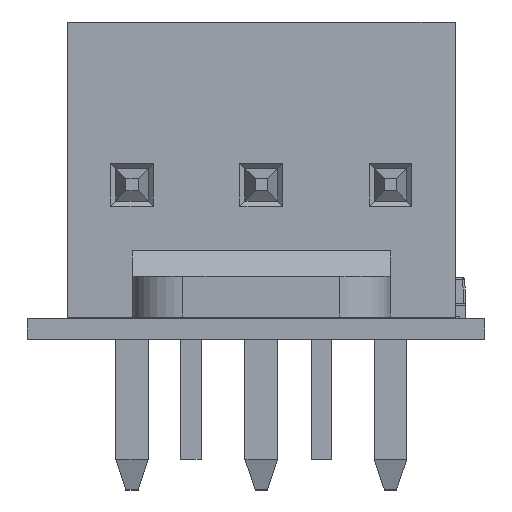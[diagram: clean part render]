
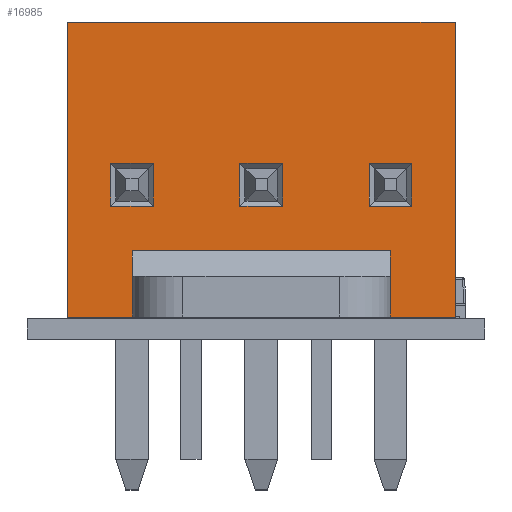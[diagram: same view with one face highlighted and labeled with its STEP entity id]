
A CAD part, front view. The second image highlights one B-rep face of the part: STEP entity #16985.
In plain terms, the highlighted planar face has unit normal (0, -1, 0).
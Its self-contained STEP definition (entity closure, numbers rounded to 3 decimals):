
#16985 = ADVANCED_FACE('',(#16986,#17020,#17054,#17120),#17154,.T.);
#16986 = FACE_BOUND('',#16987,.T.);
#16987 = EDGE_LOOP('',(#16988,#16998,#17006,#17014));
#16988 = ORIENTED_EDGE('',*,*,#16989,.T.);
#16989 = EDGE_CURVE('',#16990,#16992,#16994,.T.);
#16990 = VERTEX_POINT('',#16991);
#16991 = CARTESIAN_POINT('',(104.64,52.912,
    3.05));
#16992 = VERTEX_POINT('',#16993);
#16993 = CARTESIAN_POINT('',(105.48,52.912,
    3.05));
#16994 = LINE('',#16995,#16996);
#16995 = CARTESIAN_POINT('',(103.79,52.912,
    3.05));
#16996 = VECTOR('',#16997,1.);
#16997 = DIRECTION('',(1.,0.,0.));
#16998 = ORIENTED_EDGE('',*,*,#16999,.T.);
#16999 = EDGE_CURVE('',#16992,#17000,#17002,.T.);
#17000 = VERTEX_POINT('',#17001);
#17001 = CARTESIAN_POINT('',(105.48,52.912,
    2.21));
#17002 = LINE('',#17003,#17004);
#17003 = CARTESIAN_POINT('',(105.48,52.912,
    5.83));
#17004 = VECTOR('',#17005,1.);
#17005 = DIRECTION('',(0.,0.,-1.));
#17006 = ORIENTED_EDGE('',*,*,#17007,.T.);
#17007 = EDGE_CURVE('',#17000,#17008,#17010,.T.);
#17008 = VERTEX_POINT('',#17009);
#17009 = CARTESIAN_POINT('',(104.64,52.912,
    2.21));
#17010 = LINE('',#17011,#17012);
#17011 = CARTESIAN_POINT('',(103.79,52.912,
    2.21));
#17012 = VECTOR('',#17013,1.);
#17013 = DIRECTION('',(-1.,0.,0.));
#17014 = ORIENTED_EDGE('',*,*,#17015,.T.);
#17015 = EDGE_CURVE('',#17008,#16990,#17016,.T.);
#17016 = LINE('',#17017,#17018);
#17017 = CARTESIAN_POINT('',(104.64,52.912,
    5.83));
#17018 = VECTOR('',#17019,1.);
#17019 = DIRECTION('',(0.,0.,1.));
#17020 = FACE_BOUND('',#17021,.T.);
#17021 = EDGE_LOOP('',(#17022,#17032,#17040,#17048));
#17022 = ORIENTED_EDGE('',*,*,#17023,.T.);
#17023 = EDGE_CURVE('',#17024,#17026,#17028,.T.);
#17024 = VERTEX_POINT('',#17025);
#17025 = CARTESIAN_POINT('',(109.72,52.912,
    3.05));
#17026 = VERTEX_POINT('',#17027);
#17027 = CARTESIAN_POINT('',(110.56,52.912,
    3.05));
#17028 = LINE('',#17029,#17030);
#17029 = CARTESIAN_POINT('',(103.79,52.912,
    3.05));
#17030 = VECTOR('',#17031,1.);
#17031 = DIRECTION('',(1.,0.,0.));
#17032 = ORIENTED_EDGE('',*,*,#17033,.T.);
#17033 = EDGE_CURVE('',#17026,#17034,#17036,.T.);
#17034 = VERTEX_POINT('',#17035);
#17035 = CARTESIAN_POINT('',(110.56,52.912,
    2.21));
#17036 = LINE('',#17037,#17038);
#17037 = CARTESIAN_POINT('',(110.56,52.912,
    5.83));
#17038 = VECTOR('',#17039,1.);
#17039 = DIRECTION('',(0.,0.,-1.));
#17040 = ORIENTED_EDGE('',*,*,#17041,.T.);
#17041 = EDGE_CURVE('',#17034,#17042,#17044,.T.);
#17042 = VERTEX_POINT('',#17043);
#17043 = CARTESIAN_POINT('',(109.72,52.912,
    2.21));
#17044 = LINE('',#17045,#17046);
#17045 = CARTESIAN_POINT('',(103.79,52.912,
    2.21));
#17046 = VECTOR('',#17047,1.);
#17047 = DIRECTION('',(-1.,0.,0.));
#17048 = ORIENTED_EDGE('',*,*,#17049,.T.);
#17049 = EDGE_CURVE('',#17042,#17024,#17050,.T.);
#17050 = LINE('',#17051,#17052);
#17051 = CARTESIAN_POINT('',(109.72,52.912,
    5.83));
#17052 = VECTOR('',#17053,1.);
#17053 = DIRECTION('',(0.,0.,1.));
#17054 = FACE_BOUND('',#17055,.T.);
#17055 = EDGE_LOOP('',(#17056,#17066,#17074,#17082,#17090,#17098,#17106,
    #17114));
#17056 = ORIENTED_EDGE('',*,*,#17057,.F.);
#17057 = EDGE_CURVE('',#17058,#17060,#17062,.T.);
#17058 = VERTEX_POINT('',#17059);
#17059 = CARTESIAN_POINT('',(111.41,52.912,
    5.83));
#17060 = VERTEX_POINT('',#17061);
#17061 = CARTESIAN_POINT('',(111.41,52.912,
    0.03));
#17062 = LINE('',#17063,#17064);
#17063 = CARTESIAN_POINT('',(111.41,52.912,
    5.83));
#17064 = VECTOR('',#17065,1.);
#17065 = DIRECTION('',(0.,0.,-1.));
#17066 = ORIENTED_EDGE('',*,*,#17067,.F.);
#17067 = EDGE_CURVE('',#17068,#17058,#17070,.T.);
#17068 = VERTEX_POINT('',#17069);
#17069 = CARTESIAN_POINT('',(103.79,52.912,
    5.83));
#17070 = LINE('',#17071,#17072);
#17071 = CARTESIAN_POINT('',(103.79,52.912,
    5.83));
#17072 = VECTOR('',#17073,1.);
#17073 = DIRECTION('',(1.,0.,0.));
#17074 = ORIENTED_EDGE('',*,*,#17075,.T.);
#17075 = EDGE_CURVE('',#17068,#17076,#17078,.T.);
#17076 = VERTEX_POINT('',#17077);
#17077 = CARTESIAN_POINT('',(103.79,52.912,
    0.03));
#17078 = LINE('',#17079,#17080);
#17079 = CARTESIAN_POINT('',(103.79,52.912,
    5.83));
#17080 = VECTOR('',#17081,1.);
#17081 = DIRECTION('',(0.,0.,-1.));
#17082 = ORIENTED_EDGE('',*,*,#17083,.F.);
#17083 = EDGE_CURVE('',#17084,#17076,#17086,.T.);
#17084 = VERTEX_POINT('',#17085);
#17085 = CARTESIAN_POINT('',(105.06,52.912,
    0.03));
#17086 = LINE('',#17087,#17088);
#17087 = CARTESIAN_POINT('',(105.06,52.912,
    0.03));
#17088 = VECTOR('',#17089,1.);
#17089 = DIRECTION('',(-1.,0.,0.));
#17090 = ORIENTED_EDGE('',*,*,#17091,.F.);
#17091 = EDGE_CURVE('',#17092,#17084,#17094,.T.);
#17092 = VERTEX_POINT('',#17093);
#17093 = CARTESIAN_POINT('',(105.06,52.912,
    0.83));
#17094 = LINE('',#17095,#17096);
#17095 = CARTESIAN_POINT('',(105.06,52.912,
    0.83));
#17096 = VECTOR('',#17097,1.);
#17097 = DIRECTION('',(0.,0.,-1.));
#17098 = ORIENTED_EDGE('',*,*,#17099,.T.);
#17099 = EDGE_CURVE('',#17092,#17100,#17102,.T.);
#17100 = VERTEX_POINT('',#17101);
#17101 = CARTESIAN_POINT('',(110.14,52.912,
    0.83));
#17102 = LINE('',#17103,#17104);
#17103 = CARTESIAN_POINT('',(103.79,52.912,
    0.83));
#17104 = VECTOR('',#17105,1.);
#17105 = DIRECTION('',(1.,0.,0.));
#17106 = ORIENTED_EDGE('',*,*,#17107,.F.);
#17107 = EDGE_CURVE('',#17108,#17100,#17110,.T.);
#17108 = VERTEX_POINT('',#17109);
#17109 = CARTESIAN_POINT('',(110.14,52.912,
    0.03));
#17110 = LINE('',#17111,#17112);
#17111 = CARTESIAN_POINT('',(110.14,52.912,
    0.03));
#17112 = VECTOR('',#17113,1.);
#17113 = DIRECTION('',(0.,0.,1.));
#17114 = ORIENTED_EDGE('',*,*,#17115,.F.);
#17115 = EDGE_CURVE('',#17060,#17108,#17116,.T.);
#17116 = LINE('',#17117,#17118);
#17117 = CARTESIAN_POINT('',(111.41,52.912,
    0.03));
#17118 = VECTOR('',#17119,1.);
#17119 = DIRECTION('',(-1.,0.,0.));
#17120 = FACE_BOUND('',#17121,.T.);
#17121 = EDGE_LOOP('',(#17122,#17132,#17140,#17148));
#17122 = ORIENTED_EDGE('',*,*,#17123,.T.);
#17123 = EDGE_CURVE('',#17124,#17126,#17128,.T.);
#17124 = VERTEX_POINT('',#17125);
#17125 = CARTESIAN_POINT('',(107.18,52.912,
    3.05));
#17126 = VERTEX_POINT('',#17127);
#17127 = CARTESIAN_POINT('',(108.02,52.912,
    3.05));
#17128 = LINE('',#17129,#17130);
#17129 = CARTESIAN_POINT('',(103.79,52.912,
    3.05));
#17130 = VECTOR('',#17131,1.);
#17131 = DIRECTION('',(1.,0.,0.));
#17132 = ORIENTED_EDGE('',*,*,#17133,.T.);
#17133 = EDGE_CURVE('',#17126,#17134,#17136,.T.);
#17134 = VERTEX_POINT('',#17135);
#17135 = CARTESIAN_POINT('',(108.02,52.912,
    2.21));
#17136 = LINE('',#17137,#17138);
#17137 = CARTESIAN_POINT('',(108.02,52.912,
    5.83));
#17138 = VECTOR('',#17139,1.);
#17139 = DIRECTION('',(0.,0.,-1.));
#17140 = ORIENTED_EDGE('',*,*,#17141,.T.);
#17141 = EDGE_CURVE('',#17134,#17142,#17144,.T.);
#17142 = VERTEX_POINT('',#17143);
#17143 = CARTESIAN_POINT('',(107.18,52.912,
    2.21));
#17144 = LINE('',#17145,#17146);
#17145 = CARTESIAN_POINT('',(103.79,52.912,
    2.21));
#17146 = VECTOR('',#17147,1.);
#17147 = DIRECTION('',(-1.,0.,0.));
#17148 = ORIENTED_EDGE('',*,*,#17149,.T.);
#17149 = EDGE_CURVE('',#17142,#17124,#17150,.T.);
#17150 = LINE('',#17151,#17152);
#17151 = CARTESIAN_POINT('',(107.18,52.912,
    5.83));
#17152 = VECTOR('',#17153,1.);
#17153 = DIRECTION('',(0.,0.,1.));
#17154 = PLANE('',#17155);
#17155 = AXIS2_PLACEMENT_3D('',#17156,#17157,#17158);
#17156 = CARTESIAN_POINT('',(103.79,52.912,
    5.83));
#17157 = DIRECTION('',(0.,-1.,0.));
#17158 = DIRECTION('',(-1.,0.,0.));
